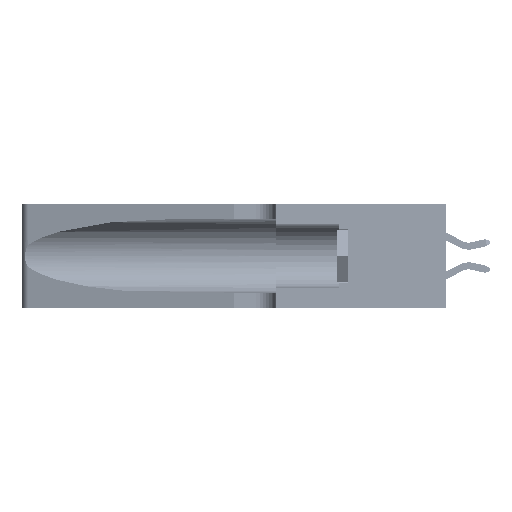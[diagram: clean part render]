
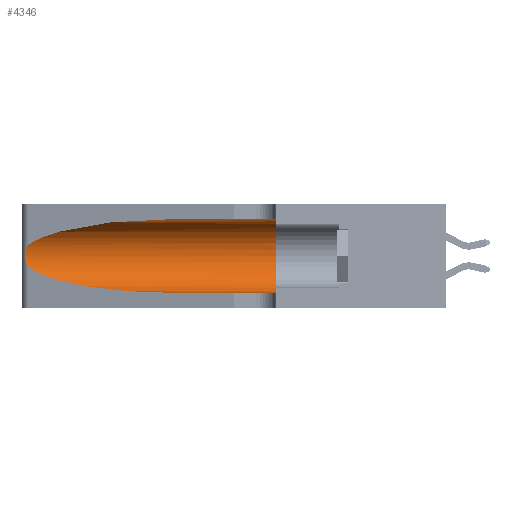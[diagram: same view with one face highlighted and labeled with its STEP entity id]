
A CAD part, left-side view. The second image highlights one B-rep face of the part: STEP entity #4346.
In plain terms, the highlighted cylindrical face has radius 3.308 mm (diameter 6.617 mm), a partial arc.
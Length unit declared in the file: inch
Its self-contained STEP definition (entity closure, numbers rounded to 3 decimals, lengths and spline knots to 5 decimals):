
#279 = LINE ( 'NONE', #37533, #40016 ) ;
#419 = VERTEX_POINT ( 'NONE', #11710 ) ;
#1786 = ORIENTED_EDGE ( 'NONE', *, *, #15746, .T. ) ;
#4246 = CARTESIAN_POINT ( 'NONE',  ( 0.25555, 1.22994, 0.2215 ) ) ;
#4346 = ADVANCED_FACE ( 'NONE', ( #31258 ), #40053, .F. ) ;
#4569 =( BOUNDED_CURVE ( )  B_SPLINE_CURVE ( 3, ( #35292, #14166, #32070, #10911 ),
 .UNSPECIFIED., .F., .F. ) 
 B_SPLINE_CURVE_WITH_KNOTS ( ( 4, 4 ),
 ( 3.44316, 4.71239 ),
 .UNSPECIFIED. ) 
 CURVE ( )  GEOMETRIC_REPRESENTATION_ITEM ( )  RATIONAL_B_SPLINE_CURVE ( ( 1., 0.87, 0.87, 1. ) ) 
 REPRESENTATION_ITEM ( '' )  );
#7157 = DIRECTION ( 'NONE',  ( 0., -1., 0. ) ) ;
#7650 = CARTESIAN_POINT ( 'NONE',  ( 0.26018, 1.23835, 0.19895 ) ) ;
#7813 = CARTESIAN_POINT ( 'NONE',  ( 0.26017, 1.23833, 0.17102 ) ) ;
#7967 = CARTESIAN_POINT ( 'NONE',  ( 0.25487, 1.22718, 0.22369 ) ) ;
#7980 = B_SPLINE_CURVE_WITH_KNOTS ( 'NONE', 3,
 ( #7967, #4246, #42851, #14478, #21570, #7650, #28987, #11226, #7813, #32544, #39585, #18471, #32743, #12650 ),
 .UNSPECIFIED., .F., .F.,
 ( 4, 2, 2, 2, 2, 2, 4 ),
 ( 0., 0.00027, 0.00053, 0.00107, 0.0016, 0.00187, 0.00214 ),
 .UNSPECIFIED. ) ;
#9381 = VERTEX_POINT ( 'NONE', #24975 ) ;
#10697 = CARTESIAN_POINT ( 'NONE',  ( 0.1305, 0.72297, 0.05475 ) ) ;
#10911 = CARTESIAN_POINT ( 'NONE',  ( 0.1305, 0.72297, 0.05475 ) ) ;
#11226 = CARTESIAN_POINT ( 'NONE',  ( 0.26075, 1.23896, 0.178 ) ) ;
#11430 = CIRCLE ( 'NONE', #14923, 0.13025 ) ;
#11710 = CARTESIAN_POINT ( 'NONE',  ( 0.1305, 0.35, 0.31525 ) ) ;
#11753 = ORIENTED_EDGE ( 'NONE', *, *, #14893, .T. ) ;
#12650 = CARTESIAN_POINT ( 'NONE',  ( 0.25487, 1.22718, 0.14631 ) ) ;
#13213 = ORIENTED_EDGE ( 'NONE', *, *, #18572, .F. ) ;
#14085 = CARTESIAN_POINT ( 'NONE',  ( 0.25487, 1.22718, 0.14631 ) ) ;
#14151 = CARTESIAN_POINT ( 'NONE',  ( 0.1305, 1.61858, 0.05475 ) ) ;
#14166 = CARTESIAN_POINT ( 'NONE',  ( 0.2373, 1.15595, 0.08982 ) ) ;
#14478 = CARTESIAN_POINT ( 'NONE',  ( 0.25787, 1.23484, 0.2124 ) ) ;
#14893 = EDGE_CURVE ( 'NONE', #23777, #44488, #27249, .T. ) ;
#14923 = AXIS2_PLACEMENT_3D ( 'NONE', #20807, #27438, #27579 ) ;
#15746 = EDGE_CURVE ( 'NONE', #9381, #31768, #19021, .T. ) ;
#16530 = CARTESIAN_POINT ( 'NONE',  ( 0.1305, 0.72297, 0.31525 ) ) ;
#18386 = ORIENTED_EDGE ( 'NONE', *, *, #20748, .T. ) ;
#18471 = CARTESIAN_POINT ( 'NONE',  ( 0.25639, 1.23186, 0.15144 ) ) ;
#18572 = EDGE_CURVE ( 'NONE', #419, #44488, #11430, .T. ) ;
#18848 = EDGE_CURVE ( 'NONE', #31365, #23777, #4569, .T. ) ;
#19021 =( BOUNDED_CURVE ( )  B_SPLINE_CURVE ( 3, ( #16530, #20081, #44450, #41184 ),
 .UNSPECIFIED., .F., .F. ) 
 B_SPLINE_CURVE_WITH_KNOTS ( ( 4, 4 ),
 ( 1.5708, 2.84003 ),
 .UNSPECIFIED. ) 
 CURVE ( )  GEOMETRIC_REPRESENTATION_ITEM ( )  RATIONAL_B_SPLINE_CURVE ( ( 1., 0.87, 0.87, 1. ) ) 
 REPRESENTATION_ITEM ( '' )  );
#19524 = ORIENTED_EDGE ( 'NONE', *, *, #33168, .F. ) ;
#20081 = CARTESIAN_POINT ( 'NONE',  ( 0.18966, 0.96281, 0.31525 ) ) ;
#20748 = EDGE_CURVE ( 'NONE', #31768, #31365, #7980, .T. ) ;
#20807 = CARTESIAN_POINT ( 'NONE',  ( 0.1305, 0.35, 0.185 ) ) ;
#21570 = CARTESIAN_POINT ( 'NONE',  ( 0.25854, 1.2359, 0.20912 ) ) ;
#21849 = AXIS2_PLACEMENT_3D ( 'NONE', #42501, #32508, #27683 ) ;
#22827 = EDGE_LOOP ( 'NONE', ( #1786, #18386, #38926, #11753, #13213, #19524 ) ) ;
#23777 = VERTEX_POINT ( 'NONE', #10697 ) ;
#24975 = CARTESIAN_POINT ( 'NONE',  ( 0.1305, 0.72297, 0.31525 ) ) ;
#26400 = CARTESIAN_POINT ( 'NONE',  ( 0.25487, 1.22718, 0.22369 ) ) ;
#27249 = LINE ( 'NONE', #14151, #36655 ) ;
#27438 = DIRECTION ( 'NONE',  ( 0., 1., 0. ) ) ;
#27579 = DIRECTION ( 'NONE',  ( 0., 0., 1. ) ) ;
#27683 = DIRECTION ( 'NONE',  ( 0., 0., -1. ) ) ;
#28987 = CARTESIAN_POINT ( 'NONE',  ( 0.26075, 1.23896, 0.19203 ) ) ;
#31258 = FACE_OUTER_BOUND ( 'NONE', #22827, .T. ) ;
#31365 = VERTEX_POINT ( 'NONE', #14085 ) ;
#31768 = VERTEX_POINT ( 'NONE', #26400 ) ;
#32070 = CARTESIAN_POINT ( 'NONE',  ( 0.18966, 0.96281, 0.05475 ) ) ;
#32508 = DIRECTION ( 'NONE',  ( 0., -1., 0. ) ) ;
#32544 = CARTESIAN_POINT ( 'NONE',  ( 0.25856, 1.23593, 0.16098 ) ) ;
#32743 = CARTESIAN_POINT ( 'NONE',  ( 0.25555, 1.22993, 0.14849 ) ) ;
#33168 = EDGE_CURVE ( 'NONE', #9381, #419, #279, .T. ) ;
#35292 = CARTESIAN_POINT ( 'NONE',  ( 0.25487, 1.22718, 0.14631 ) ) ;
#36310 = CARTESIAN_POINT ( 'NONE',  ( 0.1305, 0.35, 0.05475 ) ) ;
#36655 = VECTOR ( 'NONE', #7157, 39.37008 ) ;
#37533 = CARTESIAN_POINT ( 'NONE',  ( 0.1305, 1.61858, 0.31525 ) ) ;
#38926 = ORIENTED_EDGE ( 'NONE', *, *, #18848, .T. ) ;
#39585 = CARTESIAN_POINT ( 'NONE',  ( 0.25789, 1.23486, 0.15765 ) ) ;
#40016 = VECTOR ( 'NONE', #42158, 39.37008 ) ;
#40053 = CYLINDRICAL_SURFACE ( 'NONE', #21849, 0.13025 ) ;
#41184 = CARTESIAN_POINT ( 'NONE',  ( 0.25487, 1.22718, 0.22369 ) ) ;
#42158 = DIRECTION ( 'NONE',  ( 0., -1., 0. ) ) ;
#42501 = CARTESIAN_POINT ( 'NONE',  ( 0.1305, 1.61858, 0.185 ) ) ;
#42851 = CARTESIAN_POINT ( 'NONE',  ( 0.25639, 1.23184, 0.21858 ) ) ;
#44450 = CARTESIAN_POINT ( 'NONE',  ( 0.2373, 1.15595, 0.28018 ) ) ;
#44488 = VERTEX_POINT ( 'NONE', #36310 ) ;
